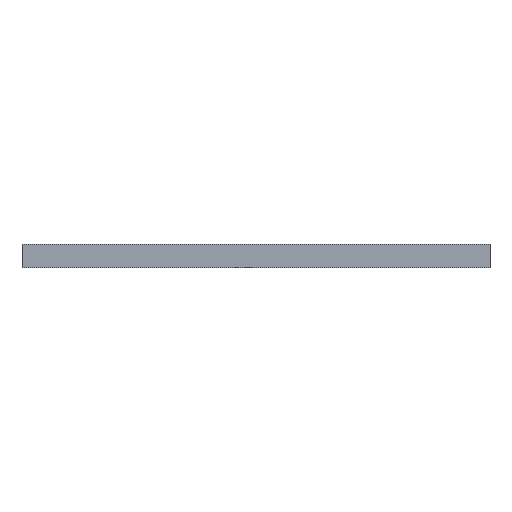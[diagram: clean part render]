
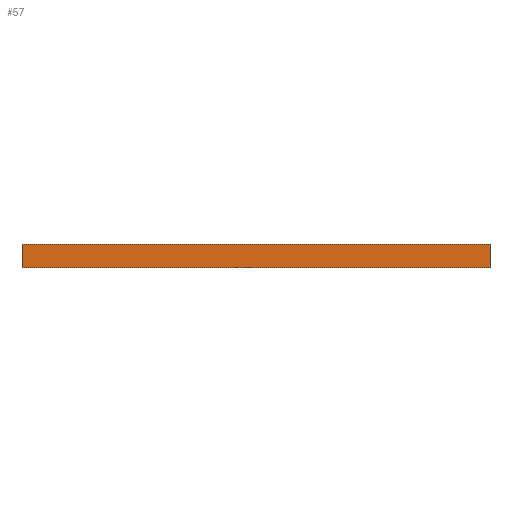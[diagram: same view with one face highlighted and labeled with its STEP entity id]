
A CAD part, front view. The second image highlights one B-rep face of the part: STEP entity #57.
In plain terms, the highlighted planar face has unit normal (0, -1, 0).
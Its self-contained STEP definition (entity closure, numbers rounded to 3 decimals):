
#21 = EDGE_CURVE('',#22,#24,#26,.T.);
#22 = VERTEX_POINT('',#23);
#23 = CARTESIAN_POINT('',(-101.6,-406.4,-10.));
#24 = VERTEX_POINT('',#25);
#25 = CARTESIAN_POINT('',(-101.6,-406.4,0.));
#26 = LINE('',#27,#28);
#27 = CARTESIAN_POINT('',(-101.6,-406.4,-10.));
#28 = VECTOR('',#29,1.);
#29 = DIRECTION('',(0.,0.,1.));
#57 = ADVANCED_FACE('',(#58),#83,.F.);
#58 = FACE_BOUND('',#59,.F.);
#59 = EDGE_LOOP('',(#60,#68,#69,#77));
#60 = ORIENTED_EDGE('',*,*,#61,.F.);
#61 = EDGE_CURVE('',#22,#62,#64,.T.);
#62 = VERTEX_POINT('',#63);
#63 = CARTESIAN_POINT('',(101.6,-406.4,-10.));
#64 = LINE('',#65,#66);
#65 = CARTESIAN_POINT('',(-101.6,-406.4,-10.));
#66 = VECTOR('',#67,1.);
#67 = DIRECTION('',(1.,0.,0.));
#68 = ORIENTED_EDGE('',*,*,#21,.T.);
#69 = ORIENTED_EDGE('',*,*,#70,.T.);
#70 = EDGE_CURVE('',#24,#71,#73,.T.);
#71 = VERTEX_POINT('',#72);
#72 = CARTESIAN_POINT('',(101.6,-406.4,0.));
#73 = LINE('',#74,#75);
#74 = CARTESIAN_POINT('',(-101.6,-406.4,0.));
#75 = VECTOR('',#76,1.);
#76 = DIRECTION('',(1.,0.,0.));
#77 = ORIENTED_EDGE('',*,*,#78,.F.);
#78 = EDGE_CURVE('',#62,#71,#79,.T.);
#79 = LINE('',#80,#81);
#80 = CARTESIAN_POINT('',(101.6,-406.4,-10.));
#81 = VECTOR('',#82,1.);
#82 = DIRECTION('',(0.,0.,1.));
#83 = PLANE('',#84);
#84 = AXIS2_PLACEMENT_3D('',#85,#86,#87);
#85 = CARTESIAN_POINT('',(-101.6,-406.4,-10.));
#86 = DIRECTION('',(0.,1.,0.));
#87 = DIRECTION('',(0.,0.,1.));
